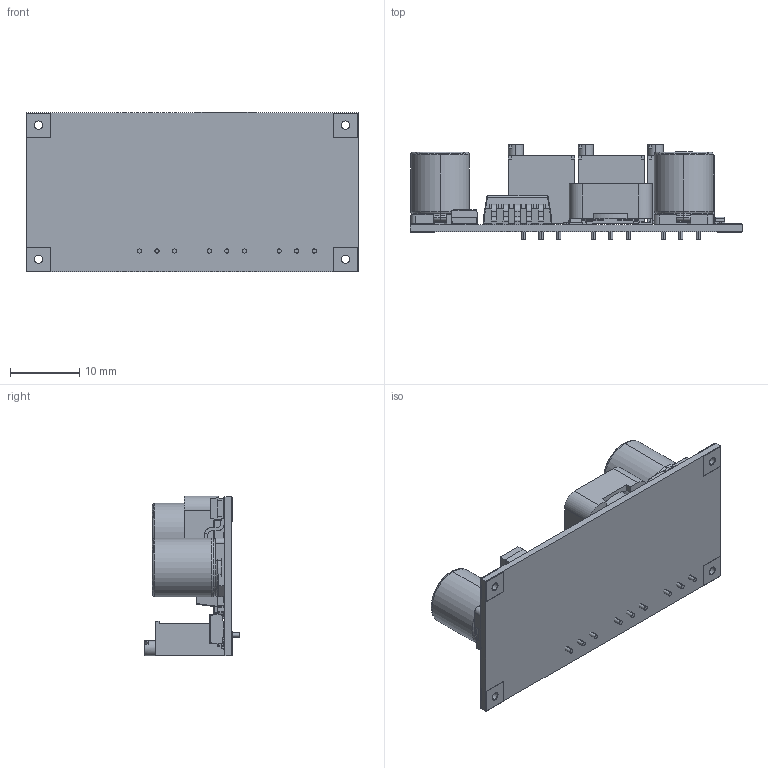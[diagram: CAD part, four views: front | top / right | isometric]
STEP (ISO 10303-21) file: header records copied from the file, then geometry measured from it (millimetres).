
FILE_DESCRIPTION (( 'STEP AP203' ), '1' );
FILE_NAME ('DC-DC Step Down Adjustable.STEP', '2022-01-02T21:16:58', ( '' ), ( '' ), 'SwSTEP 2.0', 'SolidWorks 2020', '' );
FILE_SCHEMA (( 'CONFIG_CONTROL_DESIGN' ));
Length unit declared in the file: millimetre
Products named in the file (15): Trimmer 3296^DC-DC; LED-0805h1.1^DC-DC; TR3 B-CASE^DC-DC; SO-8 208mil^DC-DC___ _________; PCB^DC-DC; DR125 series^DC-DC; Resistor 0603^DC-DC; SMA DO-214AC^DC-DC; TO263-5-1^DC-DC; CAPAE-D8.0x10.2^DC-DC; Connecting pin^DC-DC; DC-DC Step Down Adjustable; TO-243AA^DC-DC
Assembly tree (27 placements, depth 2):
  DC-DC Step Down Adjustable
    PCB^DC-DC
    Trimmer 3296^DC-DC
    TO263-5-1^DC-DC
    DR125 series^DC-DC
    Trimmer 3296^DC-DC
    Trimmer 3296^DC-DC
    CAPAE-D8.0x10.2^DC-DC  x2
    SO-8 208mil^DC-DC___ _________
    LED-0805h1.1^DC-DC  x3
    Resistor 0603^DC-DC  x4
    Connecting pin^DC-DC  x8
    TR3 B-CASE^DC-DC
    SMA DO-214AC^DC-DC
    TO-243AA^DC-DC
Bounding box: 48 x 13.7 x 23.06 mm (x, y, z)
Volume: 4115.9 mm3; surface area: 6889 mm2
Topology: 85 solids, 90 shells, 1973 faces, 5027 edges, 3271 vertices
Faces by surface type: plane 912, bspline 746, cylinder 263, torus 34, sphere 12, cone 6
Entity records: 44342 total; most frequent: CARTESIAN_POINT 15786, ORIENTED_EDGE 6374, DIRECTION 4029, EDGE_CURVE 3192, VERTEX_POINT 2098, LINE 1527, VECTOR 1527, EDGE_LOOP 1296
